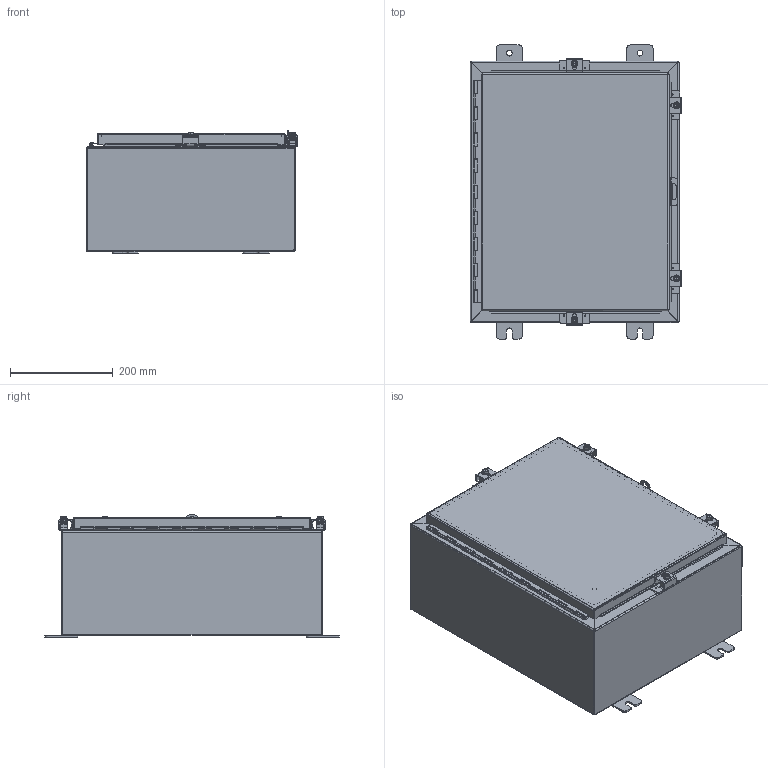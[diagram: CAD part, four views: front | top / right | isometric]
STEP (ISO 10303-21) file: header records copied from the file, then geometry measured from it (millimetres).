
FILE_DESCRIPTION (( 'STEP AP214' ), '1' );
FILE_NAME ('SSN4201608A.STEP', '2016-02-09T14:46:58', ( '' ), ( '' ), 'SwSTEP 2.0', 'SolidWorks 2014', '' );
FILE_SCHEMA (( 'AUTOMOTIVE_DESIGN' ));
Length unit declared in the file: inch
Products named in the file (19): 38859; 32874-20; 32874-20P; 32874-20L; 32874-20T; SSN42016ALID; 38846; 18x14; 32912; SSN4201608ABKP; 38412; 34871; SSN4201608A; 30818; 30824; 30824-4; 30824-3; 30824-2; 30824-1
Assembly tree (30 placements, depth 3):
  SSN4201608A
    34871  x4
    38412
    SSN4201608ABKP
    32912
    18x14
    38846
    SSN42016ALID
    32874-20
      32874-20T
      32874-20L
      32874-20P
    38859  x4
    30824  x4
      30824-1
      30824-2
      30824-3
      30824-4
    30818  x4
Bounding box: 411.88 x 571.5 x 237.62 mm (x, y, z)
Volume: 1873726.8 mm3; surface area: 1927434.1 mm2
Topology: 37 solids, 37 shells, 1428 faces, 3677 edges, 2350 vertices
Faces by surface type: cylinder 612, plane 575, bspline 133, torus 56, cone 28, sphere 24
Entity records: 35749 total; most frequent: CARTESIAN_POINT 10127, ORIENTED_EDGE 3960, DIRECTION 3930, EDGE_CURVE 1980, AXIS2_PLACEMENT_3D 1370, VERTEX_POINT 1252, LINE 1190, VECTOR 1190
